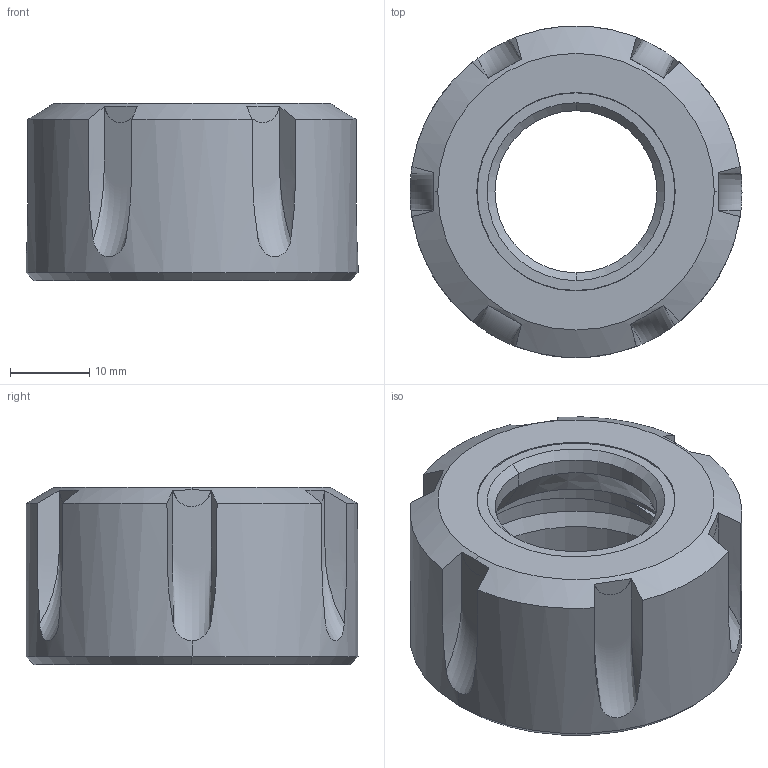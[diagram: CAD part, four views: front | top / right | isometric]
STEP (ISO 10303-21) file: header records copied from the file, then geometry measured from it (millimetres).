
FILE_DESCRIPTION (( 'STEP AP203' ), '1' );
FILE_NAME ('SM99G25.STEP', '2021-01-22T07:23:36', ( '' ), ( '' ), 'SwSTEP 2.0', 'SolidWorks 2020', '' );
FILE_SCHEMA (( 'CONFIG_CONTROL_DESIGN' ));
Length unit declared in the file: millimetre
Products named in the file (3): SM99G25; GR99G25; ME99G25
Assembly tree (2 placements, depth 2):
  SM99G25
    ME99G25
    GR99G25
Bounding box: 42 x 42 x 22.4 mm (x, y, z)
Volume: 14812.1 mm3; surface area: 9324.9 mm2
Topology: 2 solids, 2 shells, 83 faces, 200 edges, 124 vertices
Faces by surface type: cylinder 23, cone 22, bspline 18, plane 14, torus 6
Entity records: 5829 total; most frequent: CARTESIAN_POINT 3726, ORIENTED_EDGE 400, DIRECTION 342, EDGE_CURVE 200, AXIS2_PLACEMENT_3D 148, VERTEX_POINT 124, EDGE_LOOP 90, FACE_OUTER_BOUND 83
